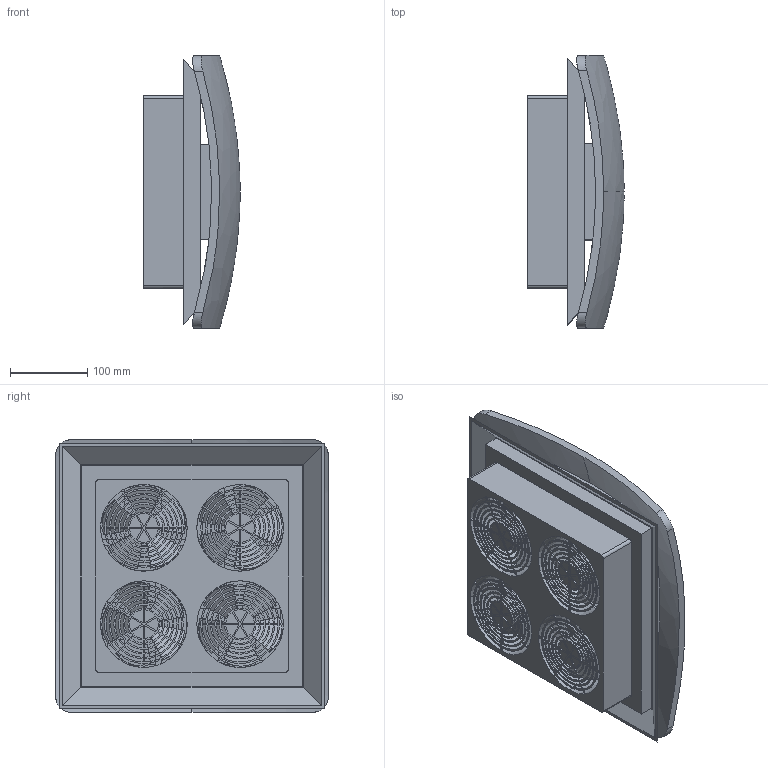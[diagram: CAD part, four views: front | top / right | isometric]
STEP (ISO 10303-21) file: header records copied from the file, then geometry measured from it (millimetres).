
FILE_DESCRIPTION (( 'STEP AP203' ), '1' );
FILE_NAME ('018600-04_Default.step', '2022-07-14T12:28:21', ( 'Windows User' ), ( '' ), 'SwSTEP 2.0', 'SolidWorks 2021', '' );
FILE_SCHEMA (( 'CONFIG_CONTROL_DESIGN' ));
Length unit declared in the file: inch
Products named in the file (1): 018600-04_Default
Bounding box: 125 x 354 x 354 mm (x, y, z)
Volume: 4224632 mm3; surface area: 907996.4 mm2
Topology: 1 solids, 1 shells, 1107 faces, 3142 edges, 2090 vertices
Faces by surface type: plane 675, cylinder 428, bspline 4
Entity records: 37117 total; most frequent: CARTESIAN_POINT 7100, ORIENTED_EDGE 6276, DIRECTION 6128, EDGE_CURVE 3138, LINE 2100, VECTOR 2100, VERTEX_POINT 2090, AXIS2_PLACEMENT_3D 2014
